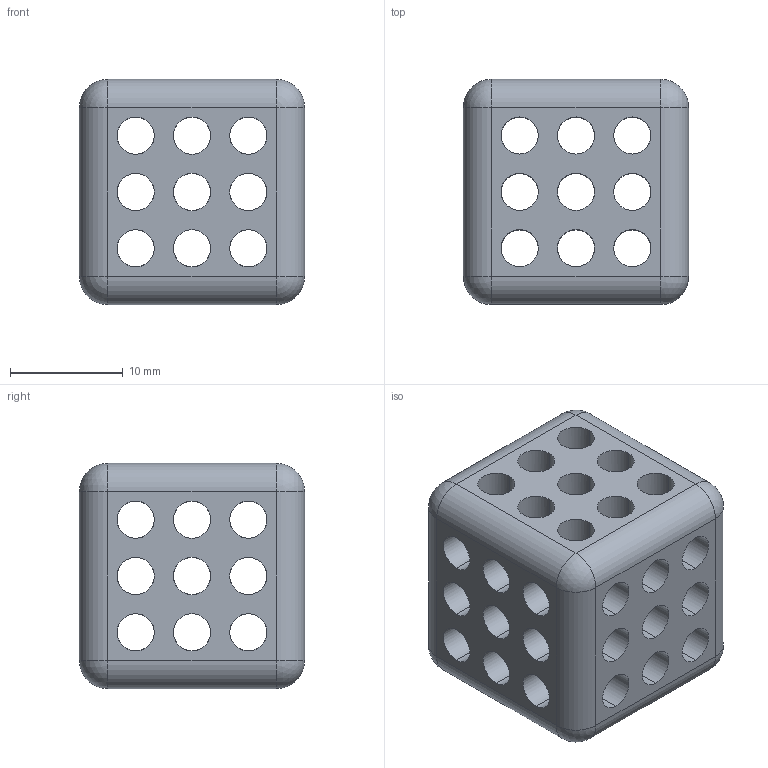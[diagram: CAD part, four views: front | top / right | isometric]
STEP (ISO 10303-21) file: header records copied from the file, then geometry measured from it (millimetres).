
FILE_DESCRIPTION (( 'STEP AP214' ), '1' );
FILE_NAME ('Projet Ornatus, prototype 1.1.STEP', '2024-06-27T09:27:32', ( '' ), ( '' ), 'SwSTEP 2.0', 'SolidWorks 2021', '' );
FILE_SCHEMA (( 'AUTOMOTIVE_DESIGN' ));
Length unit declared in the file: millimetre
Products named in the file (1): Projet Ornatus, prototype 1.1
Bounding box: 20 x 20 x 20 mm (x, y, z)
Volume: 4452.6 mm3; surface area: 4776.9 mm2
Topology: 1 solids, 1 shells, 242 faces, 920 edges, 564 vertices
Faces by surface type: cylinder 228, sphere 8, plane 6
Entity records: 11226 total; most frequent: CARTESIAN_POINT 3339, ORIENTED_EDGE 1824, DIRECTION 990, EDGE_CURVE 912, VERTEX_POINT 564, AXIS2_PLACEMENT_3D 375, EDGE_LOOP 296, ADVANCED_FACE 242
